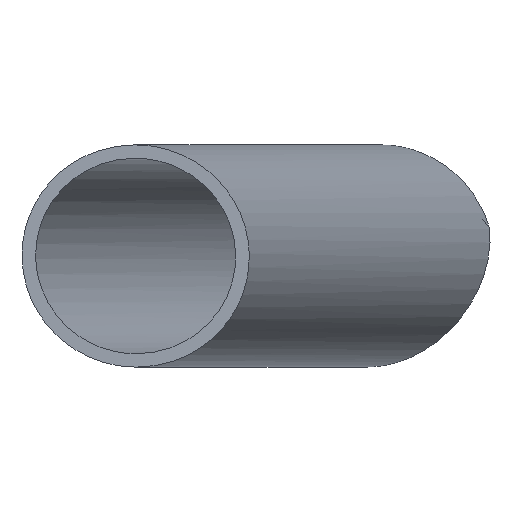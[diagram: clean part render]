
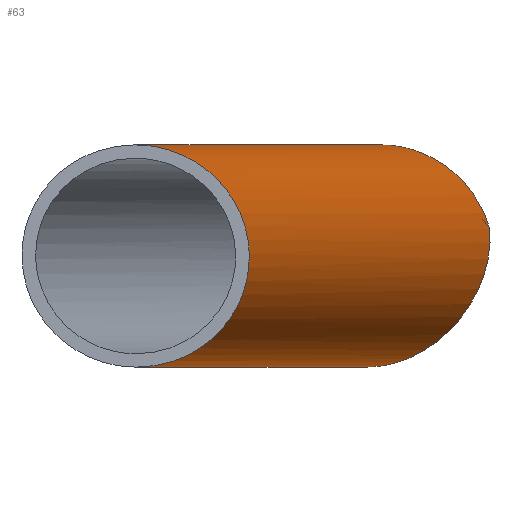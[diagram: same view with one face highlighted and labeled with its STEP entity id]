
A CAD part, left-side view. The second image highlights one B-rep face of the part: STEP entity #63.
In plain terms, the highlighted cylindrical face has radius 12.5 mm (diameter 25 mm), a partial arc.
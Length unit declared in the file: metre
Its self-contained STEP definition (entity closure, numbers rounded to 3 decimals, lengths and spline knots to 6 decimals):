
#63=ADVANCED_FACE('',(#148),#149,.T.);
#93=EDGE_CURVE('0:1014',#197,#198,#199,.T.);
#95=EDGE_CURVE('',#201,#202,#203,.T.);
#97=EDGE_CURVE('0:999',#202,#205,#206,.T.);
#148=FACE_OUTER_BOUND('',#250,.T.);
#149=CYLINDRICAL_SURFACE('',#251,0.0125);
#197=VERTEX_POINT('',#651);
#198=VERTEX_POINT('',#652);
#199=B_SPLINE_CURVE_WITH_KNOTS('',3,(#653,#654,#655,#656,#657,#658,#659,#660,#661,#662,#663,#664,#665,#666,#667,#668,#669,#670,#671,#672,#673,#674,#675,#676,#677),.UNSPECIFIED.,.F.,.F.,(4,3,3,3,3,3,3,3,4),(-56.193236,-48.916849,-41.917925,-35.123742,-28.403699,-21.302774,-14.158669,-6.667815,0.0),.UNSPECIFIED.);
#201=VERTEX_POINT('',#680);
#202=VERTEX_POINT('',#681);
#203=B_SPLINE_CURVE_WITH_KNOTS('',3,(#682,#683,#684,#685,#686,#687,#688,#689,#690,#691,#692,#693,#694,#695,#696,#697,#698,#699,#700,#701,#702,#703,#704,#705,#706,#707,#708,#709,#710,#711,#712,#713,#714,#715,#716,#717,#718,#719,#720,#721),.UNSPECIFIED.,.F.,.F.,(4,2,2,1,1,1,1,1,1,2,2,1,1,1,1,2,1,2,1,2,2,1,2,2,2,1,4),(0.0,0.007813,0.03125,0.046875,0.0625,0.070313,0.078125,0.09375,0.109375,0.140625,0.1875,0.28125,0.375,0.5625,0.75,1.,1.157916,1.315832,1.473748,1.631664,1.947495,2.026453,2.065932,2.105411,2.16463,2.223848,2.263327),.UNSPECIFIED.);
#205=VERTEX_POINT('',#724);
#206=B_SPLINE_CURVE_WITH_KNOTS('',3,(#725,#726,#727,#728,#729,#730,#731,#732,#733,#734,#735,#736,#737,#738,#739,#740,#741,#742),.UNSPECIFIED.,.F.,.F.,(4,2,2,2,2,1,2,2,1,4),(0.0,4.695642,9.391283,18.782566,32.869491,38.756035,43.274108,55.968652,64.431682,72.894711),.UNSPECIFIED.);
#250=EDGE_LOOP('',(#1046,#1047,#1048,#1049,#1050));
#251=AXIS2_PLACEMENT_3D('',#1051,#1052,#1053);
#651=CARTESIAN_POINT('',(-0.49221,0.265907,0.2025));
#652=CARTESIAN_POINT('',(-0.493112,0.266093,0.2275));
#653=CARTESIAN_POINT('',(-0.49221,0.265907,0.2025));
#654=CARTESIAN_POINT('',(-0.492194,0.264192,0.2025));
#655=CARTESIAN_POINT('',(-0.492191,0.262477,0.202841));
#656=CARTESIAN_POINT('',(-0.4922,0.260895,0.203504));
#657=CARTESIAN_POINT('',(-0.492208,0.259373,0.20414));
#658=CARTESIAN_POINT('',(-0.492229,0.257976,0.205074));
#659=CARTESIAN_POINT('',(-0.49226,0.256811,0.206242));
#660=CARTESIAN_POINT('',(-0.49229,0.255681,0.207376));
#661=CARTESIAN_POINT('',(-0.49233,0.254772,0.20873));
#662=CARTESIAN_POINT('',(-0.492378,0.254155,0.210208));
#663=CARTESIAN_POINT('',(-0.492425,0.253546,0.211669));
#664=CARTESIAN_POINT('',(-0.492479,0.253224,0.213249));
#665=CARTESIAN_POINT('',(-0.492535,0.253214,0.214832));
#666=CARTESIAN_POINT('',(-0.492595,0.253203,0.216505));
#667=CARTESIAN_POINT('',(-0.492659,0.253541,0.218178));
#668=CARTESIAN_POINT('',(-0.49272,0.254194,0.219718));
#669=CARTESIAN_POINT('',(-0.492782,0.254851,0.221267));
#670=CARTESIAN_POINT('',(-0.492842,0.255826,0.222679));
#671=CARTESIAN_POINT('',(-0.492896,0.257036,0.22385));
#672=CARTESIAN_POINT('',(-0.492952,0.258304,0.225077));
#673=CARTESIAN_POINT('',(-0.493,0.259828,0.226038));
#674=CARTESIAN_POINT('',(-0.493038,0.26148,0.22666));
#675=CARTESIAN_POINT('',(-0.493072,0.26295,0.227214));
#676=CARTESIAN_POINT('',(-0.493097,0.264521,0.2275));
#677=CARTESIAN_POINT('',(-0.493112,0.266093,0.2275));
#680=CARTESIAN_POINT('',(-0.366459,0.240039,0.2025));
#681=CARTESIAN_POINT('',(-0.359147,0.226154,0.21803));
#682=CARTESIAN_POINT('',(-0.355144,0.250251,0.21268));
#683=CARTESIAN_POINT('',(-0.355104,0.250237,0.212646));
#684=CARTESIAN_POINT('',(-0.355065,0.250222,0.212611));
#685=CARTESIAN_POINT('',(-0.354908,0.250162,0.212474));
#686=CARTESIAN_POINT('',(-0.354783,0.250114,0.212372));
#687=CARTESIAN_POINT('',(-0.354597,0.250037,0.212201));
#688=CARTESIAN_POINT('',(-0.354464,0.249976,0.212063));
#689=CARTESIAN_POINT('',(-0.35416,0.249873,0.211903));
#690=CARTESIAN_POINT('',(-0.354091,0.249821,0.21176));
#691=CARTESIAN_POINT('',(-0.354205,0.2498,0.211603));
#692=CARTESIAN_POINT('',(-0.354502,0.249799,0.211393));
#693=CARTESIAN_POINT('',(-0.354753,0.24975,0.211078));
#694=CARTESIAN_POINT('',(-0.35498,0.249713,0.210841));
#695=CARTESIAN_POINT('',(-0.355353,0.249643,0.210449));
#696=CARTESIAN_POINT('',(-0.355576,0.249593,0.210216));
#697=CARTESIAN_POINT('',(-0.356247,0.249423,0.209526));
#698=CARTESIAN_POINT('',(-0.357152,0.249139,0.208626));
#699=CARTESIAN_POINT('',(-0.35897,0.248342,0.206929));
#700=CARTESIAN_POINT('',(-0.361237,0.246909,0.205038));
#701=CARTESIAN_POINT('',(-0.364093,0.244195,0.203118));
#702=CARTESIAN_POINT('',(-0.365757,0.241631,0.2025));
#703=CARTESIAN_POINT('',(-0.366902,0.239034,0.2025));
#704=CARTESIAN_POINT('',(-0.367584,0.23693,0.202783));
#705=CARTESIAN_POINT('',(-0.367751,0.234878,0.203636));
#706=CARTESIAN_POINT('',(-0.367667,0.232962,0.204709));
#707=CARTESIAN_POINT('',(-0.367336,0.231181,0.206));
#708=CARTESIAN_POINT('',(-0.366612,0.229775,0.207552));
#709=CARTESIAN_POINT('',(-0.365317,0.227957,0.209977));
#710=CARTESIAN_POINT('',(-0.364174,0.227127,0.21172));
#711=CARTESIAN_POINT('',(-0.362578,0.226523,0.213874));
#712=CARTESIAN_POINT('',(-0.362085,0.226374,0.21452));
#713=CARTESIAN_POINT('',(-0.361577,0.226272,0.21516));
#714=CARTESIAN_POINT('',(-0.361234,0.226215,0.215585));
#715=CARTESIAN_POINT('',(-0.361057,0.226191,0.215802));
#716=CARTESIAN_POINT('',(-0.360645,0.226147,0.216301));
#717=CARTESIAN_POINT('',(-0.360434,0.226134,0.216551));
#718=CARTESIAN_POINT('',(-0.360049,0.226121,0.217003));
#719=CARTESIAN_POINT('',(-0.359746,0.226119,0.217355));
#720=CARTESIAN_POINT('',(-0.359327,0.226139,0.217829));
#721=CARTESIAN_POINT('',(-0.359147,0.226154,0.21803));
#724=CARTESIAN_POINT('',(-0.358647,0.238432,0.2275));
#725=CARTESIAN_POINT('',(-0.359147,0.226154,0.21803));
#726=CARTESIAN_POINT('',(-0.359222,0.226322,0.218628));
#727=CARTESIAN_POINT('',(-0.359276,0.226492,0.219105));
#728=CARTESIAN_POINT('',(-0.359384,0.226964,0.220202));
#729=CARTESIAN_POINT('',(-0.359433,0.227258,0.22078));
#730=CARTESIAN_POINT('',(-0.359544,0.228299,0.222472));
#731=CARTESIAN_POINT('',(-0.359571,0.229171,0.223507));
#732=CARTESIAN_POINT('',(-0.359508,0.231739,0.225725));
#733=CARTESIAN_POINT('',(-0.35935,0.233634,0.226717));
#734=CARTESIAN_POINT('',(-0.358958,0.236537,0.227383));
#735=CARTESIAN_POINT('',(-0.358718,0.238095,0.227572));
#736=CARTESIAN_POINT('',(-0.358424,0.239662,0.227457));
#737=CARTESIAN_POINT('',(-0.357906,0.242218,0.227048));
#738=CARTESIAN_POINT('',(-0.357457,0.244019,0.226283));
#739=CARTESIAN_POINT('',(-0.356696,0.246519,0.224421));
#740=CARTESIAN_POINT('',(-0.356081,0.248255,0.222628));
#741=CARTESIAN_POINT('',(-0.355512,0.249337,0.220451));
#742=CARTESIAN_POINT('',(-0.35525,0.249709,0.219319));
#1046=ORIENTED_EDGE('',*,*,#1120,.F.);
#1047=ORIENTED_EDGE('',*,*,#93,.F.);
#1048=ORIENTED_EDGE('',*,*,#1121,.F.);
#1049=ORIENTED_EDGE('',*,*,#95,.T.);
#1050=ORIENTED_EDGE('',*,*,#97,.T.);
#1051=CARTESIAN_POINT('',(-0.424604,0.252,0.215));
#1052=DIRECTION('',(-0.979,0.201,0.0));
#1053=DIRECTION('',(0.,0.,1.0));
#1120=EDGE_CURVE('',#198,#205,#1137,.T.);
#1121=EDGE_CURVE('',#201,#197,#1138,.T.);
#1137=LINE('',#1158,#1159);
#1138=LINE('',#1160,#1161);
#1158=CARTESIAN_POINT('',(-0.424604,0.252,0.2275));
#1159=VECTOR('',#1173,1.0);
#1160=CARTESIAN_POINT('',(-0.424604,0.252,0.2025));
#1161=VECTOR('',#1174,1.0);
#1173=DIRECTION('',(0.979,-0.201,-0.0));
#1174=DIRECTION('',(-0.979,0.201,0.0));
